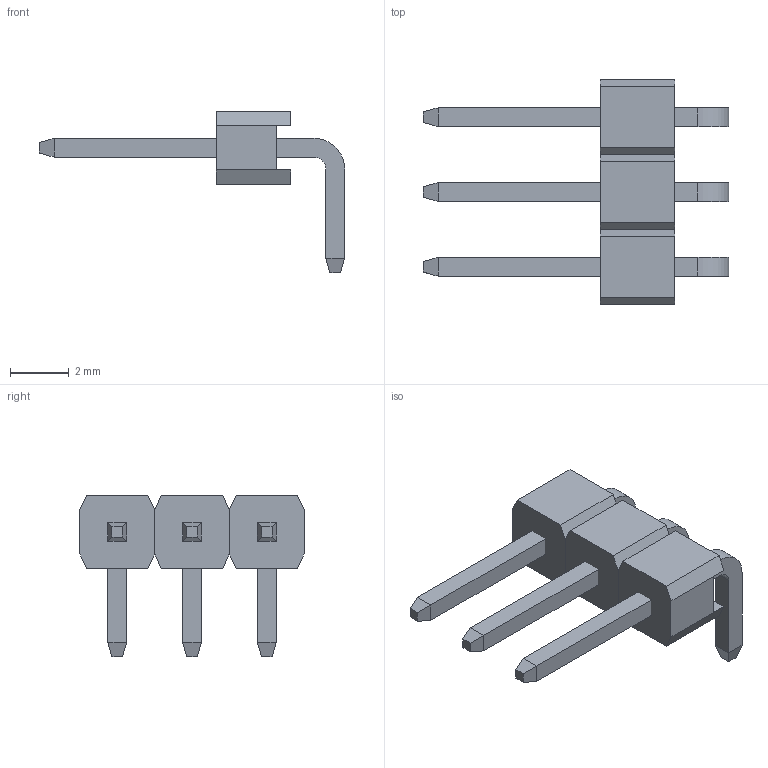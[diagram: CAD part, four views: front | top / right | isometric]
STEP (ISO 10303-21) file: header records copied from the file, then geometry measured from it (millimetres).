
FILE_DESCRIPTION(('FreeCAD Model'),'2;1');
FILE_NAME('1x3-male-pin-header-right-angle-type-ii.step','2017-01-01T20:49:22',('Author') ,(''),'Open CASCADE STEP processor 6.8','FreeCAD','Unknown');
FILE_SCHEMA(('AUTOMOTIVE_DESIGN_CC2 { 1 2 10303 214 -1 1 5 4 }'));
Length unit declared in the file: millimetre
Products named in the file (3): ASSEMBLY; pins; Insulators
Assembly tree (2 placements, depth 2):
  ASSEMBLY
    pins
    Insulators
Bounding box: 10.36 x 7.62 x 5.5 mm (x, y, z)
Volume: 57.6 mm3; surface area: 217.8 mm2
Topology: 6 solids, 6 shells, 96 faces, 216 edges, 132 vertices
Faces by surface type: plane 66, bspline 24, cylinder 6
Entity records: 5432 total; most frequent: CARTESIAN_POINT 1029, DIRECTION 744, LINE 558, VECTOR 558, ORIENTED_EDGE 432, PCURVE 432, DEFINITIONAL_REPRESENTATION 432, EDGE_CURVE 216
